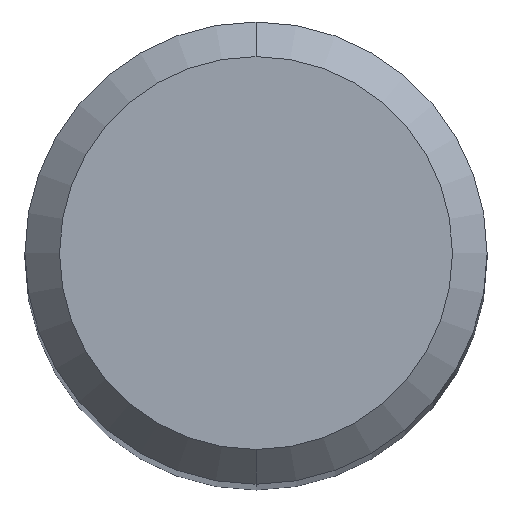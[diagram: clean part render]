
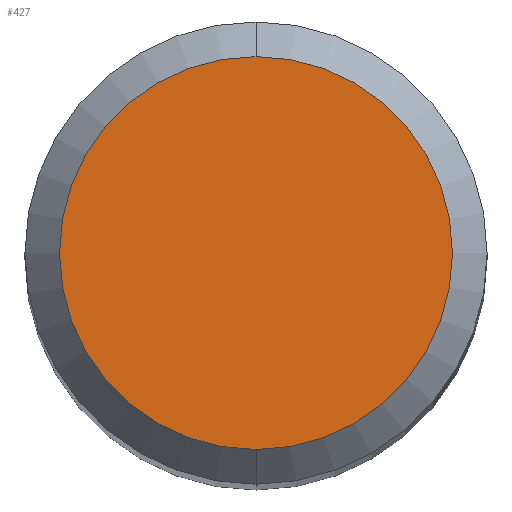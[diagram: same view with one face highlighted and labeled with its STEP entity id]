
A CAD part, top view. The second image highlights one B-rep face of the part: STEP entity #427.
In plain terms, the highlighted planar face has unit normal (0, 0, 1).
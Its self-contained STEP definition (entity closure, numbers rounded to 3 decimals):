
#221=VERTEX_POINT('',#531);
#319=EDGE_CURVE('',#359,#221,#643,.T.);
#359=VERTEX_POINT('',#686);
#427=ADVANCED_FACE('',(#757),#758,.T.);
#437=EDGE_CURVE('',#221,#359,#768,.T.);
#531=CARTESIAN_POINT('',(0.,-1.7,0.));
#643=CIRCLE('',#1101,1.7);
#686=CARTESIAN_POINT('',(0.0,1.7,0.));
#757=FACE_OUTER_BOUND('',#1378,.T.);
#758=PLANE('',#1379);
#768=CIRCLE('',#1396,1.7);
#1101=AXIS2_PLACEMENT_3D('',#1648,#1649,#1650);
#1378=EDGE_LOOP('',(#1745,#1746));
#1379=AXIS2_PLACEMENT_3D('',#1747,#1748,#1749);
#1396=AXIS2_PLACEMENT_3D('',#1750,#1751,#1752);
#1648=CARTESIAN_POINT('',(0.0,0.0,0.));
#1649=DIRECTION('',(0.0,0.0,-1.0));
#1650=DIRECTION('',(0.0,1.0,0.0));
#1745=ORIENTED_EDGE('',*,*,#319,.F.);
#1746=ORIENTED_EDGE('',*,*,#437,.F.);
#1747=CARTESIAN_POINT('',(0.0,0.85,0.));
#1748=DIRECTION('',(-0.0,0.0,1.0));
#1749=DIRECTION('',(0.0,-1.0,0.0));
#1750=CARTESIAN_POINT('',(0.0,0.0,0.));
#1751=DIRECTION('',(0.0,0.0,-1.0));
#1752=DIRECTION('',(0.0,1.0,0.0));
